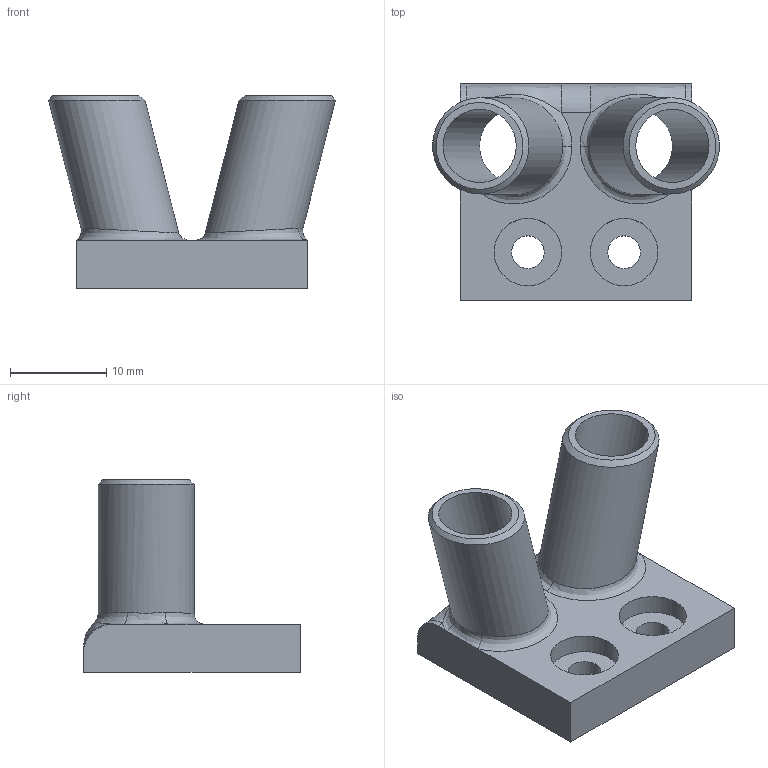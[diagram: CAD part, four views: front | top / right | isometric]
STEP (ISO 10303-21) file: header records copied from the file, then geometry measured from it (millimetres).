
FILE_DESCRIPTION(('FreeCAD Model'),'2;1');
FILE_NAME('Open CASCADE Shape Model','2024-02-03T13:17:20',(''),(''), 'Open CASCADE STEP processor 7.6','FreeCAD','Unknown');
FILE_SCHEMA(('AUTOMOTIVE_DESIGN { 1 0 10303 214 1 1 1 1 }'));
Length unit declared in the file: millimetre
Products named in the file (1): connector_cpap
Bounding box: 29.74 x 22.5 x 20 mm (x, y, z)
Volume: 3009.8 mm3; surface area: 3329.5 mm2
Topology: 1 solids, 1 shells, 35 faces, 80 edges, 49 vertices
Faces by surface type: bspline 14, plane 12, cylinder 9
Full cylindrical faces by diameter (mm): 3.4 x2, 7 x2, 7.6 x2
Entity records: 3133 total; most frequent: CARTESIAN_POINT 1641, DIRECTION 233, ORIENTED_EDGE 160, PCURVE 160, DEFINITIONAL_REPRESENTATION 160, LINE 141, VECTOR 141, EDGE_CURVE 80
